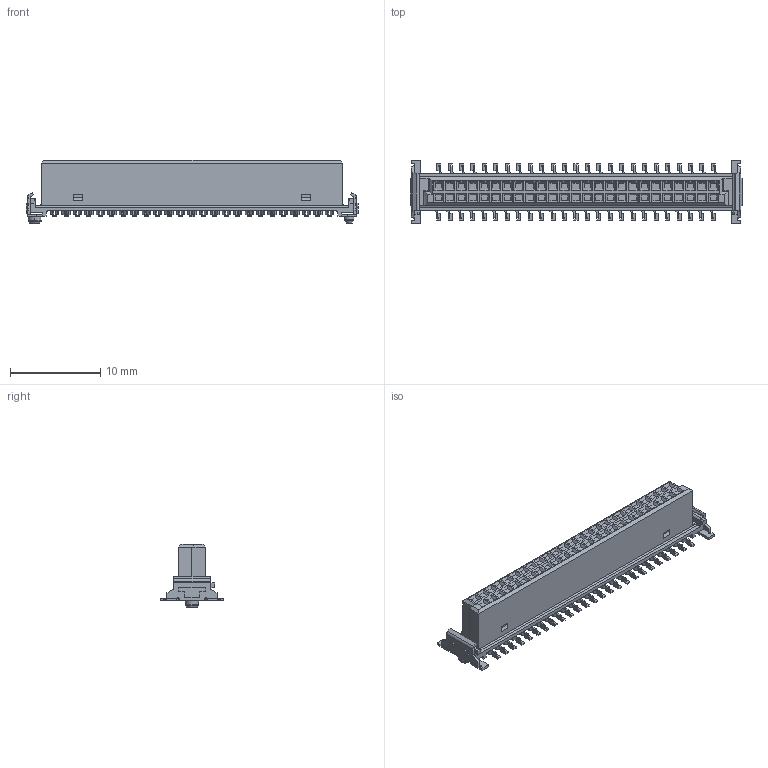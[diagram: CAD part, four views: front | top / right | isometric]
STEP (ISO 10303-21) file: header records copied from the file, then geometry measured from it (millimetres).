
FILE_DESCRIPTION((''),'2;1');
FILE_NAME('ERNI_154807.stp','2011-03-28T09:21:23',(''),(''),'Mechanical Desktop 2011','Mechanical Desktop 2011',', , ');
FILE_SCHEMA(('AUTOMOTIVE_DESIGN { 1 2 10303 214 1 1 1 1 }'));
Length unit declared in the file: millimetre
Products named in the file (1): Product
Bounding box: 36.83 x 7 x 7 mm (x, y, z)
Volume: 604.6 mm3; surface area: 1338.5 mm2
Topology: 72 solids, 72 shells, 1813 faces, 4729 edges, 3125 vertices
Faces by surface type: plane 943, bspline 698, cylinder 158, torus 8, cone 6
Entity records: 59353 total; most frequent: CARTESIAN_POINT 16606, ORIENTED_EDGE 9458, DIRECTION 7444, EDGE_CURVE 4729, VECTOR 4038, LINE 4038, VERTEX_POINT 3125, EDGE_LOOP 1880
